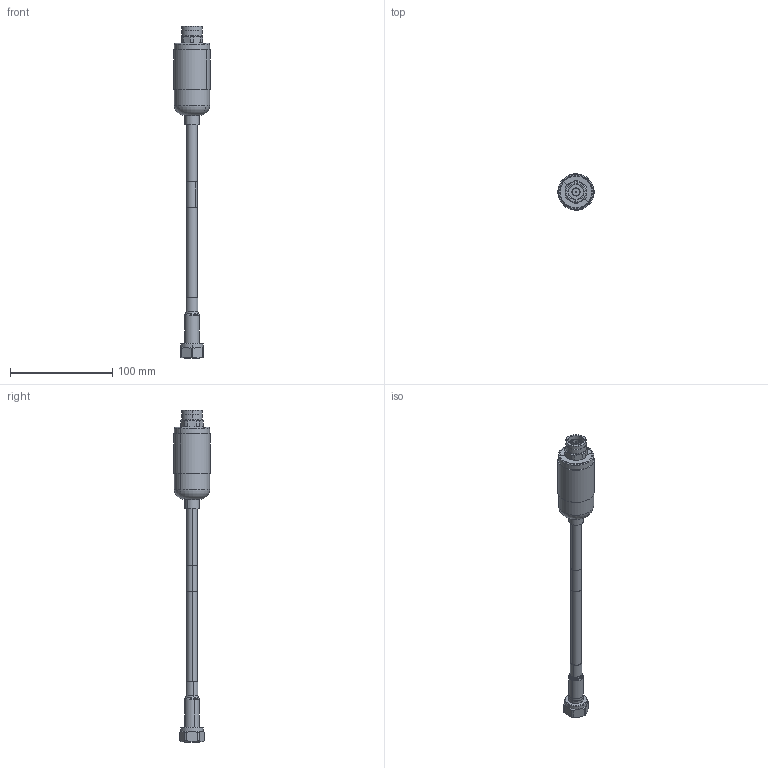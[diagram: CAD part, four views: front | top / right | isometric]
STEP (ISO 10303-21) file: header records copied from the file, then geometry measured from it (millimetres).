
FILE_DESCRIPTION (( 'STEP AP214' ), '1' );
FILE_NAME ('FMCA100306-WP_3D.step', '2024-11-14T23:33:55', ( '' ), ( '' ), 'SwSTEP 2.0', 'SolidWorks 2022', '' );
FILE_SCHEMA (( 'AUTOMOTIVE_DESIGN' ));
Length unit declared in the file: inch
Products named in the file (13): LMR-400_10-INCH LENGTH; TC-400-4310M-X_insulator; TC-400-4310M-X; 1AW01-003_.405 id x 1.00 lg; TC-400-NMH-X; TC-400-4310M-X_ferrule; TC-400-NMH-X_body; TC-400-4310M-X_body; TC-400-NMH-X_ferrule; PECB007; HeatShrink_CA-400_5; TC-400-4310M-X_c-comtact; FMCA100306-WP_3D
Assembly tree (12 placements, depth 3):
  FMCA100306-WP_3D
    LMR-400_10-INCH LENGTH
    1AW01-003_.405 id x 1.00 lg
    TC-400-NMH-X
      TC-400-NMH-X_body
      TC-400-NMH-X_ferrule
    HeatShrink_CA-400_5
    TC-400-4310M-X
      TC-400-4310M-X_body
      TC-400-4310M-X_c-comtact
      TC-400-4310M-X_insulator
      TC-400-4310M-X_ferrule
    PECB007
Bounding box: 35.56 x 35.56 x 324.58 mm (x, y, z)
Volume: 91518.3 mm3; surface area: 37221.6 mm2
Topology: 10 solids, 10 shells, 346 faces, 719 edges, 416 vertices
Faces by surface type: cone 132, cylinder 129, plane 59, torus 26
Entity records: 9965 total; most frequent: DIRECTION 1817, CARTESIAN_POINT 1778, ORIENTED_EDGE 1430, AXIS2_PLACEMENT_3D 771, EDGE_CURVE 715, VERTEX_POINT 416, CIRCLE 408, EDGE_LOOP 387
